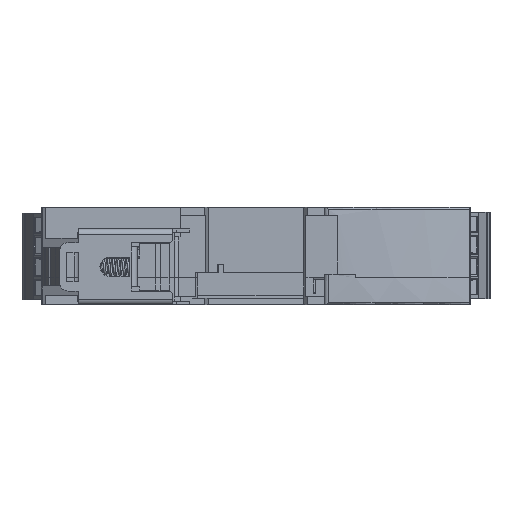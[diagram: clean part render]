
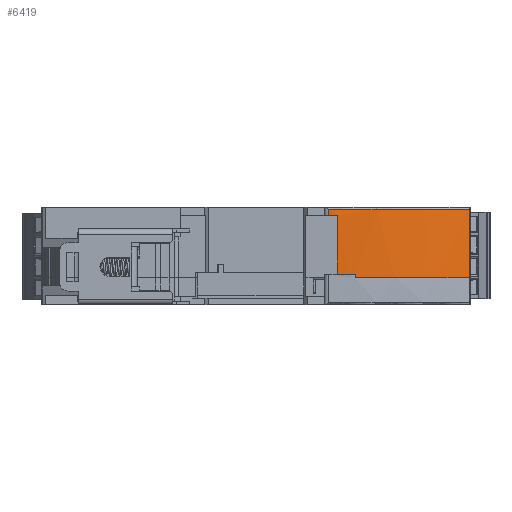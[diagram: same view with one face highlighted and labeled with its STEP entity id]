
A CAD part, front view. The second image highlights one B-rep face of the part: STEP entity #6419.
In plain terms, the highlighted cylindrical face has radius 80 mm (diameter 160 mm), a partial arc.
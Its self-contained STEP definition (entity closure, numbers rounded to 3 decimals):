
#525 = EDGE_CURVE ( 'NONE', #22878, #28693, #50319, .T. ) ;
#680 = CARTESIAN_POINT ( 'NONE',  ( 16.741, -4.184, 22.6 ) ) ;
#5140 = CARTESIAN_POINT ( 'NONE',  ( 18.7, -4.081, 7.1 ) ) ;
#5248 = DIRECTION ( 'NONE',  ( 0., 0., 1. ) ) ;
#5480 = CARTESIAN_POINT ( 'NONE',  ( 13.5, 75.75, 7.1 ) ) ;
#6419 = ADVANCED_FACE ( 'NONE', ( #33139 ), #22733, .T. ) ;
#7891 = AXIS2_PLACEMENT_3D ( 'NONE', #5480, #5248, #22373 ) ;
#8788 = CARTESIAN_POINT ( 'NONE',  ( 22.9, -3.696, 1.25 ) ) ;
#8839 = LINE ( 'NONE', #680, #16603 ) ;
#9802 = DIRECTION ( 'NONE',  ( 0., 0., 1. ) ) ;
#9999 = DIRECTION ( 'NONE',  ( 0., 0., -1. ) ) ;
#12525 = EDGE_CURVE ( 'NONE', #16514, #21026, #8839, .T. ) ;
#14182 = VECTOR ( 'NONE', #9802, 1000. ) ;
#14711 = EDGE_CURVE ( 'NONE', #50503, #26700, #53461, .T. ) ;
#16514 = VERTEX_POINT ( 'NONE', #66941 ) ;
#16603 = VECTOR ( 'NONE', #45291, 1000. ) ;
#16757 = EDGE_CURVE ( 'NONE', #26700, #52385, #24733, .T. ) ;
#18019 = CIRCLE ( 'NONE', #23126, 80. ) ;
#21026 = VERTEX_POINT ( 'NONE', #22556 ) ;
#21564 = DIRECTION ( 'NONE',  ( -1., 0., 0. ) ) ;
#22373 = DIRECTION ( 'NONE',  ( 1., 0., 0. ) ) ;
#22556 = CARTESIAN_POINT ( 'NONE',  ( 16.741, -4.184, 20.7 ) ) ;
#22733 = CYLINDRICAL_SURFACE ( 'NONE', #70669, 80. ) ;
#22878 = VERTEX_POINT ( 'NONE', #59015 ) ;
#23126 = AXIS2_PLACEMENT_3D ( 'NONE', #43557, #38092, #48442 ) ;
#24702 = DIRECTION ( 'NONE',  ( 0., 0., -1. ) ) ;
#24733 = LINE ( 'NONE', #8788, #62724 ) ;
#24851 = ORIENTED_EDGE ( 'NONE', *, *, #14711, .F. ) ;
#25902 = DIRECTION ( 'NONE',  ( 0., 0., 1. ) ) ;
#26065 = DIRECTION ( 'NONE',  ( 0., 0., -1. ) ) ;
#26700 = VERTEX_POINT ( 'NONE', #35036 ) ;
#27940 = EDGE_CURVE ( 'NONE', #22878, #21026, #18019, .T. ) ;
#28693 = VERTEX_POINT ( 'NONE', #5140 ) ;
#29107 = CARTESIAN_POINT ( 'NONE',  ( 49.223, 4.169, 6.3 ) ) ;
#33139 = FACE_OUTER_BOUND ( 'NONE', #42378, .T. ) ;
#33250 = LINE ( 'NONE', #71237, #14182 ) ;
#33289 = CARTESIAN_POINT ( 'NONE',  ( 49.223, 4.169, 22.1 ) ) ;
#33982 = VECTOR ( 'NONE', #70718, 1000. ) ;
#34823 = EDGE_CURVE ( 'NONE', #35622, #16514, #40411, .T. ) ;
#35036 = CARTESIAN_POINT ( 'NONE',  ( 22.9, -3.696, 6.3 ) ) ;
#35171 = ORIENTED_EDGE ( 'NONE', *, *, #27940, .F. ) ;
#35622 = VERTEX_POINT ( 'NONE', #33289 ) ;
#37302 = CARTESIAN_POINT ( 'NONE',  ( 13.5, 75.75, 22.1 ) ) ;
#37311 = AXIS2_PLACEMENT_3D ( 'NONE', #37302, #9999, #21564 ) ;
#38092 = DIRECTION ( 'NONE',  ( 0., 0., -1. ) ) ;
#38781 = EDGE_CURVE ( 'NONE', #28693, #52385, #40932, .T. ) ;
#39633 = CARTESIAN_POINT ( 'NONE',  ( 22.9, -3.696, 7.1 ) ) ;
#40411 = CIRCLE ( 'NONE', #37311, 80. ) ;
#40932 = CIRCLE ( 'NONE', #7891, 80. ) ;
#42378 = EDGE_LOOP ( 'NONE', ( #35171, #56081, #59639, #61033, #24851, #47554, #51175, #45743 ) ) ;
#43557 = CARTESIAN_POINT ( 'NONE',  ( 13.5, 75.75, 20.7 ) ) ;
#45291 = DIRECTION ( 'NONE',  ( 0., 0., -1. ) ) ;
#45743 = ORIENTED_EDGE ( 'NONE', *, *, #12525, .T. ) ;
#47554 = ORIENTED_EDGE ( 'NONE', *, *, #51668, .T. ) ;
#48442 = DIRECTION ( 'NONE',  ( -1., 0., 0. ) ) ;
#50319 = LINE ( 'NONE', #64962, #33982 ) ;
#50503 = VERTEX_POINT ( 'NONE', #29107 ) ;
#51175 = ORIENTED_EDGE ( 'NONE', *, *, #34823, .T. ) ;
#51668 = EDGE_CURVE ( 'NONE', #50503, #35622, #33250, .T. ) ;
#52385 = VERTEX_POINT ( 'NONE', #39633 ) ;
#53461 = CIRCLE ( 'NONE', #59044, 80. ) ;
#56081 = ORIENTED_EDGE ( 'NONE', *, *, #525, .T. ) ;
#59015 = CARTESIAN_POINT ( 'NONE',  ( 18.7, -4.081, 20.7 ) ) ;
#59044 = AXIS2_PLACEMENT_3D ( 'NONE', #68583, #24702, #62583 ) ;
#59082 = DIRECTION ( 'NONE',  ( -1., 0., 0. ) ) ;
#59639 = ORIENTED_EDGE ( 'NONE', *, *, #38781, .T. ) ;
#61033 = ORIENTED_EDGE ( 'NONE', *, *, #16757, .F. ) ;
#62583 = DIRECTION ( 'NONE',  ( -1., 0., 0. ) ) ;
#62724 = VECTOR ( 'NONE', #25902, 1000. ) ;
#64962 = CARTESIAN_POINT ( 'NONE',  ( 18.7, -4.081, 12.1 ) ) ;
#66941 = CARTESIAN_POINT ( 'NONE',  ( 16.741, -4.184, 22.1 ) ) ;
#68583 = CARTESIAN_POINT ( 'NONE',  ( 13.5, 75.75, 6.3 ) ) ;
#70396 = CARTESIAN_POINT ( 'NONE',  ( 13.5, 75.75, 12.1 ) ) ;
#70669 = AXIS2_PLACEMENT_3D ( 'NONE', #70396, #26065, #59082 ) ;
#70718 = DIRECTION ( 'NONE',  ( 0., 0., -1. ) ) ;
#71237 = CARTESIAN_POINT ( 'NONE',  ( 49.223, 4.169, 11.3 ) ) ;
